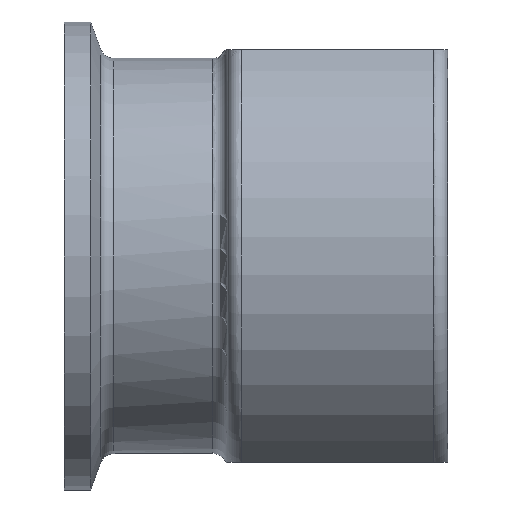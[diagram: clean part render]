
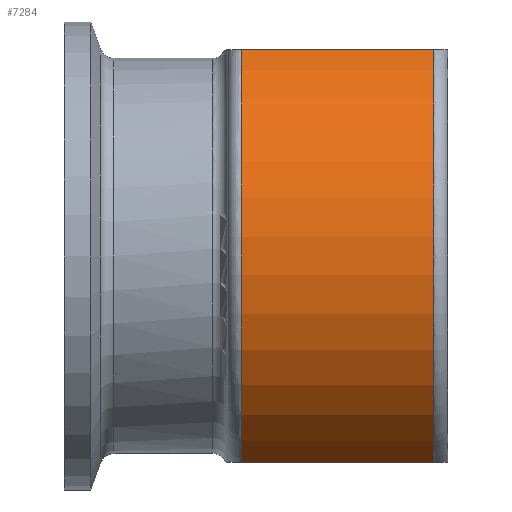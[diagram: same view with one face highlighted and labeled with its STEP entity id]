
A CAD part, front view. The second image highlights one B-rep face of the part: STEP entity #7284.
In plain terms, the highlighted cylindrical face has radius 25.197 mm (diameter 50.394 mm), a partial arc.
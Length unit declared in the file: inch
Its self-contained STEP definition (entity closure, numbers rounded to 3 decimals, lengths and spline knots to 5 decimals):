
#858=FACE_OUTER_BOUND('',#1300,.T.);
#1300=EDGE_LOOP('',(#6772,#6773,#6774,#6775));
#1504=CIRCLE('',#7723,0.992);
#1505=CIRCLE('',#7724,0.992);
#2012=LINE('',#15741,#2504);
#2014=LINE('',#15772,#2506);
#2504=VECTOR('',#9063,0.815);
#2506=VECTOR('',#9067,0.815);
#3564=VERTEX_POINT('',#15673);
#3570=VERTEX_POINT('',#15728);
#3573=VERTEX_POINT('',#15758);
#3574=VERTEX_POINT('',#15771);
#4640=EDGE_CURVE('',#3564,#3570,#2012,.T.);
#4644=EDGE_CURVE('',#3574,#3573,#2014,.T.);
#4654=EDGE_CURVE('',#3574,#3570,#1504,.T.);
#4655=EDGE_CURVE('',#3564,#3573,#1505,.T.);
#6772=ORIENTED_EDGE('',*,*,#4640,.T.);
#6773=ORIENTED_EDGE('',*,*,#4654,.F.);
#6774=ORIENTED_EDGE('',*,*,#4644,.T.);
#6775=ORIENTED_EDGE('',*,*,#4655,.F.);
#6869=CYLINDRICAL_SURFACE('',#7722,0.992);
#7284=ADVANCED_FACE('',(#858),#6869,.T.);
#7722=AXIS2_PLACEMENT_3D('',#15821,#9084,#9085);
#7723=AXIS2_PLACEMENT_3D('',#15822,#9086,#9087);
#7724=AXIS2_PLACEMENT_3D('',#15823,#9088,#9089);
#9063=DIRECTION('',(-1.,0.,0.));
#9067=DIRECTION('',(1.,0.,0.));
#9084=DIRECTION('center_axis',(1.,0.,0.));
#9085=DIRECTION('ref_axis',(0.,1.,0.));
#9086=DIRECTION('center_axis',(-1.,0.,0.));
#9087=DIRECTION('ref_axis',(0.,-1.,0.));
#9088=DIRECTION('center_axis',(1.,0.,0.));
#9089=DIRECTION('ref_axis',(0.,-1.,0.));
#15673=CARTESIAN_POINT('',(1.565,-0.46737,0.875));
#15728=CARTESIAN_POINT('',(0.75,-0.46737,0.875));
#15741=CARTESIAN_POINT('',(1.1575,-0.46737,0.875));
#15758=CARTESIAN_POINT('',(1.565,-0.46737,-0.875));
#15771=CARTESIAN_POINT('',(0.75,-0.46737,-0.875));
#15772=CARTESIAN_POINT('',(1.1575,-0.46737,-0.875));
#15821=CARTESIAN_POINT('Origin',(1.1575,0.,0.));
#15822=CARTESIAN_POINT('Origin',(0.75,0.,0.));
#15823=CARTESIAN_POINT('Origin',(1.565,0.,0.));
